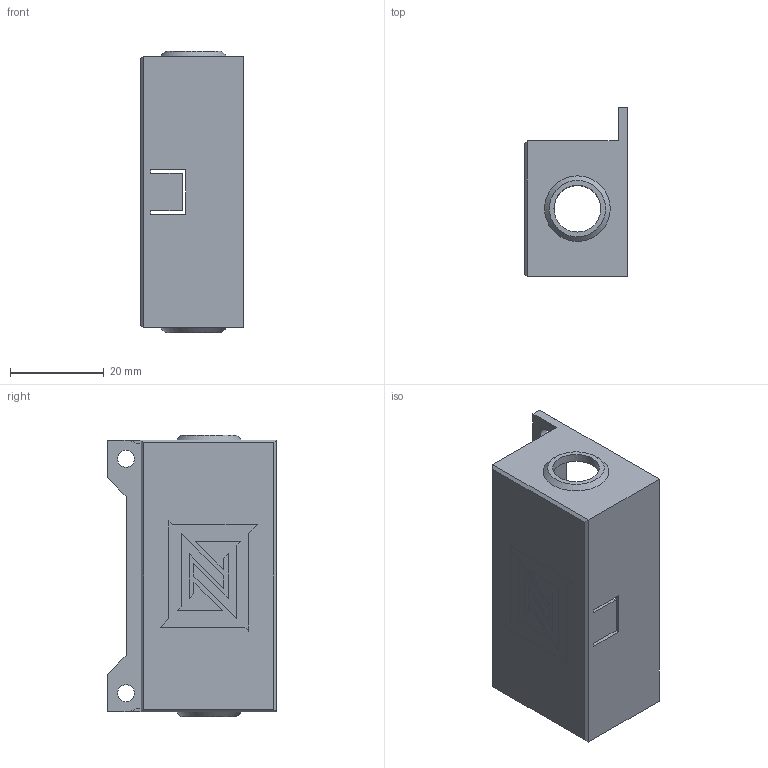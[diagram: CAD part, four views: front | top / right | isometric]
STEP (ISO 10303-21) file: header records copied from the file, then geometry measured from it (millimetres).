
FILE_DESCRIPTION(/* description */ (''),/* implementation_level */ '2;1');
FILE_NAME(/* name */ 'Printed Box.step',/* time_stamp */ '2022-01-14T16:35:53-05:00',/* author */ (''),/* organization */ (''),/* preprocessor_version */ 'ST-DEVELOPER v18.1',/* originating_system */ 'Autodesk Translation Framework v10.10.0.1391',/* authorisation */ '');
FILE_SCHEMA (('AUTOMOTIVE_DESIGN { 1 0 10303 214 3 1 1 }'));
Length unit declared in the file: millimetre
Products named in the file (1): Printed Box
Bounding box: 21.95 x 36.14 x 60 mm (x, y, z)
Volume: 5326.9 mm3; surface area: 11614.7 mm2
Topology: 4 solids, 4 shells, 146 faces, 404 edges, 268 vertices
Faces by surface type: plane 134, cylinder 10, cone 2
Full cylindrical faces by diameter (mm): 3.6 x2, 10 x2
Entity records: 4646 total; most frequent: CARTESIAN_POINT 819, ORIENTED_EDGE 808, DIRECTION 722, EDGE_CURVE 404, LINE 380, VECTOR 380, VERTEX_POINT 268, AXIS2_PLACEMENT_3D 171
